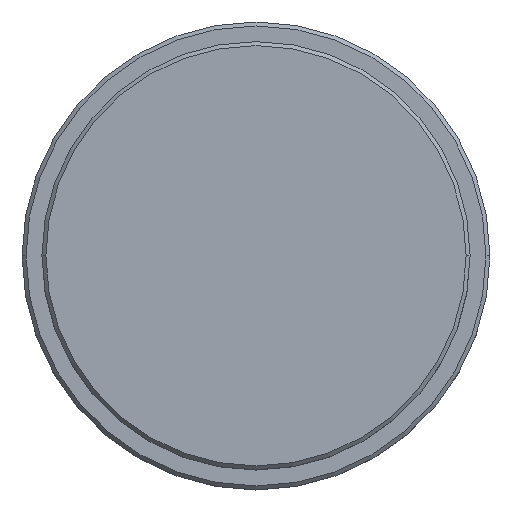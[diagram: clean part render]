
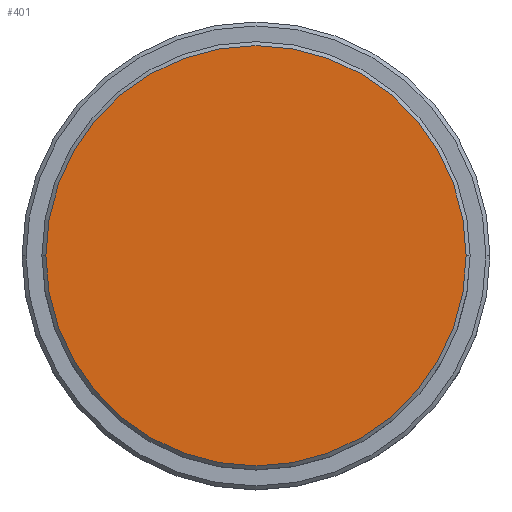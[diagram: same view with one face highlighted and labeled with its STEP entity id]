
A CAD part, top view. The second image highlights one B-rep face of the part: STEP entity #401.
In plain terms, the highlighted planar face has unit normal (0, 0, 1).
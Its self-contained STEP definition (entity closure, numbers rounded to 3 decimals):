
#42 = AXIS2_PLACEMENT_3D ( 'NONE', #119, #1100, #772 ) ;
#60 = EDGE_CURVE ( 'NONE', #1226, #1131, #406, .T. ) ;
#91 = DIRECTION ( 'NONE',  ( 1., 0., 0. ) ) ;
#119 = CARTESIAN_POINT ( 'NONE',  ( 0., 0., 0. ) ) ;
#187 = CARTESIAN_POINT ( 'NONE',  ( -26.5, 0., 0. ) ) ;
#223 = FACE_OUTER_BOUND ( 'NONE', #614, .T. ) ;
#250 = CARTESIAN_POINT ( 'NONE',  ( 0., 0., 0. ) ) ;
#258 = AXIS2_PLACEMENT_3D ( 'NONE', #1321, #559, #996 ) ;
#401 = ADVANCED_FACE ( 'NONE', ( #223 ), #1316, .T. ) ;
#406 = CIRCLE ( 'NONE', #989, 26.5 ) ;
#559 = DIRECTION ( 'NONE',  ( 0., 0., 1. ) ) ;
#614 = EDGE_LOOP ( 'NONE', ( #1227, #1398 ) ) ;
#686 = CARTESIAN_POINT ( 'NONE',  ( 26.5, 0., 0. ) ) ;
#772 = DIRECTION ( 'NONE',  ( 1., 0., 0. ) ) ;
#898 = EDGE_CURVE ( 'NONE', #1131, #1226, #917, .T. ) ;
#917 = CIRCLE ( 'NONE', #258, 26.5 ) ;
#989 = AXIS2_PLACEMENT_3D ( 'NONE', #250, #1286, #91 ) ;
#996 = DIRECTION ( 'NONE',  ( 1., 0., 0. ) ) ;
#1100 = DIRECTION ( 'NONE',  ( 0., 0., 1. ) ) ;
#1131 = VERTEX_POINT ( 'NONE', #686 ) ;
#1226 = VERTEX_POINT ( 'NONE', #187 ) ;
#1227 = ORIENTED_EDGE ( 'NONE', *, *, #60, .T. ) ;
#1286 = DIRECTION ( 'NONE',  ( 0., 0., 1. ) ) ;
#1316 = PLANE ( 'NONE',  #42 ) ;
#1321 = CARTESIAN_POINT ( 'NONE',  ( 0., 0., 0. ) ) ;
#1398 = ORIENTED_EDGE ( 'NONE', *, *, #898, .T. ) ;
